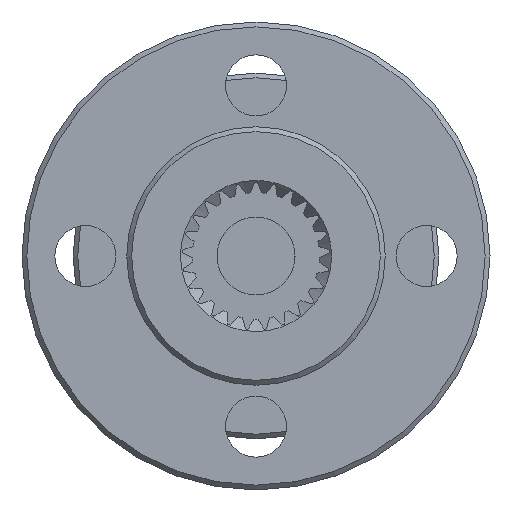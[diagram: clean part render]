
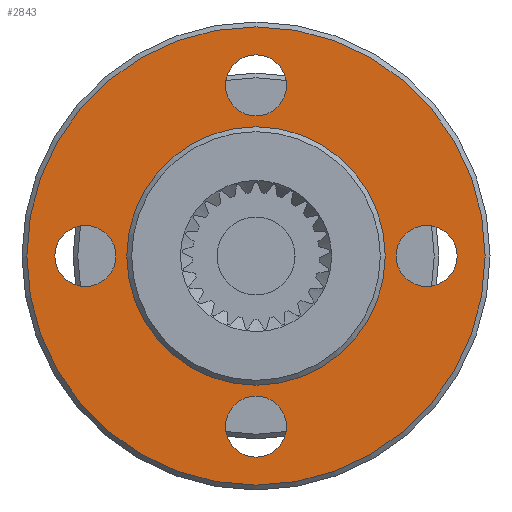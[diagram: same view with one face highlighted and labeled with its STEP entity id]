
A CAD part, front view. The second image highlights one B-rep face of the part: STEP entity #2843.
In plain terms, the highlighted planar face has unit normal (0, -1, 0).
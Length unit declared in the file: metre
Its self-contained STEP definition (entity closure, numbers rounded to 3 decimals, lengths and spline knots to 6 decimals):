
#568=PLANE('',#3079);
#860=ORIENTED_EDGE('',*,*,#1588,.T.);
#861=ORIENTED_EDGE('',*,*,#1592,.T.);
#862=ORIENTED_EDGE('',*,*,#1594,.T.);
#863=ORIENTED_EDGE('',*,*,#1599,.T.);
#864=ORIENTED_EDGE('',*,*,#1600,.T.);
#865=ORIENTED_EDGE('',*,*,#1595,.F.);
#1588=EDGE_CURVE('',#1968,#1968,#2230,.T.);
#1592=EDGE_CURVE('',#1972,#1972,#2234,.T.);
#1594=EDGE_CURVE('',#1974,#1974,#2236,.T.);
#1595=EDGE_CURVE('',#1975,#1975,#2237,.T.);
#1599=EDGE_CURVE('',#1979,#1979,#2241,.T.);
#1600=EDGE_CURVE('',#1980,#1980,#2242,.T.);
#1968=VERTEX_POINT('',#4326);
#1972=VERTEX_POINT('',#4336);
#1974=VERTEX_POINT('',#4341);
#1975=VERTEX_POINT('',#4344);
#1979=VERTEX_POINT('',#4355);
#1980=VERTEX_POINT('',#4358);
#2230=CIRCLE('',#3060,0.00125);
#2234=CIRCLE('',#3066,0.00125);
#2236=CIRCLE('',#3069,0.00125);
#2237=CIRCLE('',#3071,0.0094);
#2241=CIRCLE('',#3078,0.00125);
#2242=CIRCLE('',#3080,0.0053);
#2403=EDGE_LOOP('',(#860));
#2404=EDGE_LOOP('',(#861));
#2405=EDGE_LOOP('',(#862));
#2406=EDGE_LOOP('',(#863));
#2407=EDGE_LOOP('',(#864));
#2408=EDGE_LOOP('',(#865));
#2613=FACE_BOUND('',#2403,.T.);
#2614=FACE_BOUND('',#2404,.T.);
#2615=FACE_BOUND('',#2405,.T.);
#2616=FACE_BOUND('',#2406,.T.);
#2617=FACE_BOUND('',#2407,.T.);
#2618=FACE_BOUND('',#2408,.T.);
#2843=ADVANCED_FACE('',(#2613,#2614,#2615,#2616,#2617,#2618),#568,.T.);
#3060=AXIS2_PLACEMENT_3D('',#4325,#3512,#3513);
#3066=AXIS2_PLACEMENT_3D('',#4335,#3524,#3525);
#3069=AXIS2_PLACEMENT_3D('',#4340,#3530,#3531);
#3071=AXIS2_PLACEMENT_3D('',#4343,#3534,#3535);
#3078=AXIS2_PLACEMENT_3D('',#4354,#3548,#3549);
#3079=AXIS2_PLACEMENT_3D('',#4356,#3550,#3551);
#3080=AXIS2_PLACEMENT_3D('',#4357,#3552,#3553);
#3512=DIRECTION('',(0.,1.,0.));
#3513=DIRECTION('',(0.,0.,1.));
#3524=DIRECTION('',(0.,1.,0.));
#3525=DIRECTION('',(-1.,0.,0.));
#3530=DIRECTION('',(0.,1.,0.));
#3531=DIRECTION('',(0.,0.,-1.));
#3534=DIRECTION('',(0.,1.,0.));
#3535=DIRECTION('',(1.,0.,0.));
#3548=DIRECTION('',(0.,1.,0.));
#3549=DIRECTION('',(1.,0.,0.));
#3550=DIRECTION('',(0.,-1.,0.));
#3551=DIRECTION('',(-1.,0.,0.));
#3552=DIRECTION('',(0.,1.,0.));
#3553=DIRECTION('',(1.,0.,0.));
#4325=CARTESIAN_POINT('',(1.694574,-0.037227,0.030375));
#4326=CARTESIAN_POINT('',(1.694574,-0.037227,0.031625));
#4335=CARTESIAN_POINT('',(1.687574,-0.037227,0.037375));
#4336=CARTESIAN_POINT('',(1.686324,-0.037227,0.037375));
#4340=CARTESIAN_POINT('',(1.680574,-0.037227,0.030375));
#4341=CARTESIAN_POINT('',(1.680574,-0.037227,0.029125));
#4343=CARTESIAN_POINT('',(1.687574,-0.037227,0.030375));
#4344=CARTESIAN_POINT('',(1.696974,-0.037227,0.030375));
#4354=CARTESIAN_POINT('',(1.687574,-0.037227,0.023375));
#4355=CARTESIAN_POINT('',(1.688824,-0.037227,0.023375));
#4356=CARTESIAN_POINT('',(1.697574,-0.037227,0.030375));
#4357=CARTESIAN_POINT('',(1.687574,-0.037227,0.030375));
#4358=CARTESIAN_POINT('',(1.692874,-0.037227,0.030375));
